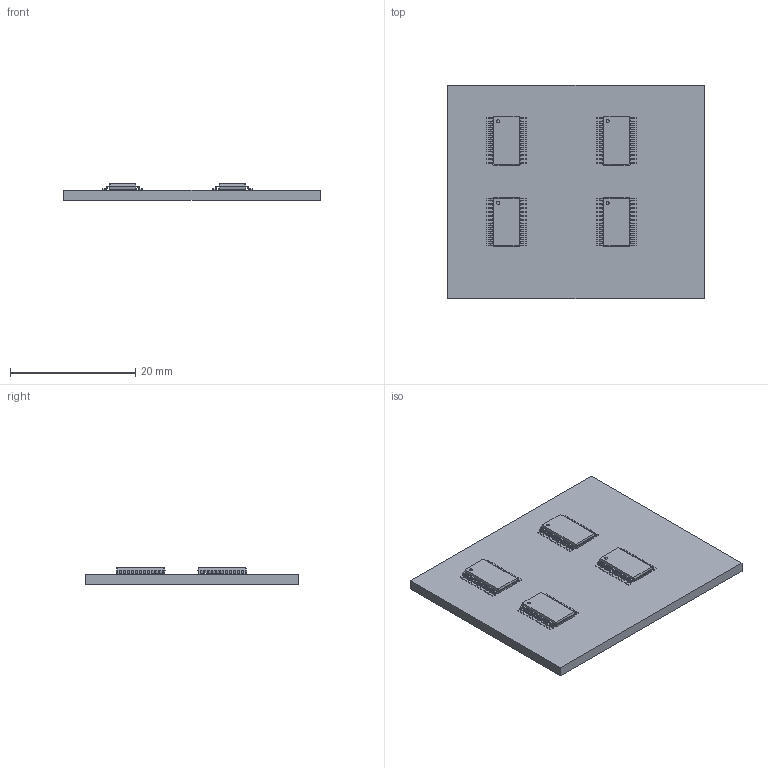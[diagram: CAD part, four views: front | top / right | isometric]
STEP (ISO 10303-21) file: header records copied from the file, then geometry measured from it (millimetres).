
FILE_DESCRIPTION(('KiCad electronic assembly'),'2;1');
FILE_NAME('bms.step','2022-10-31T15:22:19',('Pcbnew'),('Kicad'), 'Open CASCADE STEP processor 7.5','KiCad to STEP converter','Unknown' );
FILE_SCHEMA(('AUTOMOTIVE_DESIGN { 1 0 10303 214 1 1 1 1 }'));
Length unit declared in the file: millimetre
Products named in the file (4): bms 1; TSSOP-24_4.4x7.8mm_P0.65mm; SOLID; bms PCB
Assembly tree (6 placements, depth 3):
  bms 1
    TSSOP-24_4.4x7.8mm_P0.65mm  x4
      SOLID
    bms PCB
Bounding box: 40.9 x 34 x 2.62 mm (x, y, z)
Volume: 2344.7 mm3; surface area: 3468.4 mm2
Topology: 5 solids, 5 shells, 1590 faces, 4248 edges, 2672 vertices
Faces by surface type: bspline 1584, plane 6
Entity records: 26507 total; most frequent: CARTESIAN_POINT 9951, B_SPLINE_CURVE_WITH_KNOTS 2789, ORIENTED_EDGE 2142, PCURVE 2142, DEFINITIONAL_REPRESENTATION 2142, EDGE_CURVE 1071, SURFACE_CURVE 1070, VERTEX_POINT 674
